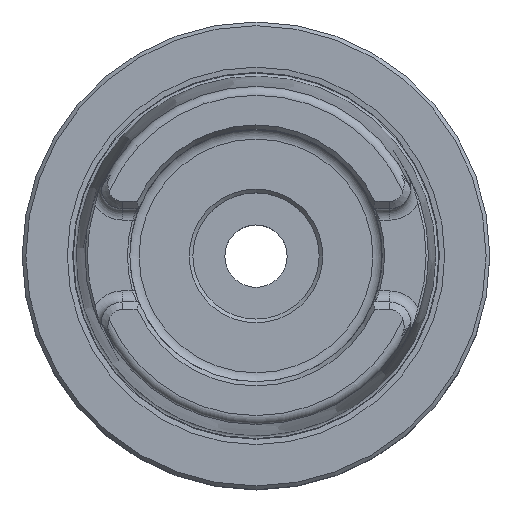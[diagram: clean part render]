
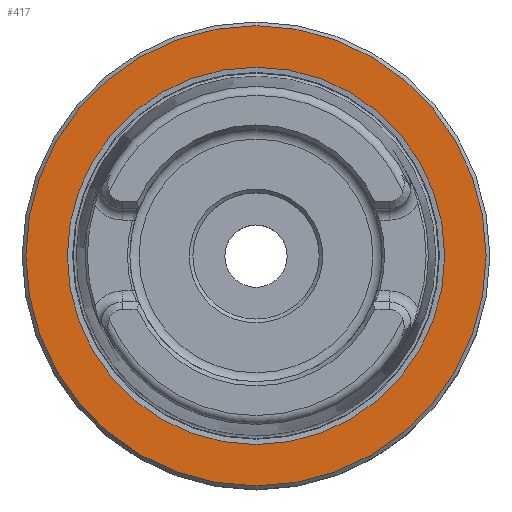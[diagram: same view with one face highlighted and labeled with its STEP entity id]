
A CAD part, top view. The second image highlights one B-rep face of the part: STEP entity #417.
In plain terms, the highlighted planar face has unit normal (0, 0, 1).
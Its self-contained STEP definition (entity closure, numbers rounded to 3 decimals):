
#357=PLANE('',#1790);
#417=ADVANCED_FACE('',(#575,#576),#357,.F.);
#575=FACE_BOUND('',#679,.T.);
#576=FACE_BOUND('',#680,.T.);
#679=EDGE_LOOP('',(#909));
#680=EDGE_LOOP('',(#910));
#909=ORIENTED_EDGE('',*,*,#1459,.T.);
#910=ORIENTED_EDGE('',*,*,#1454,.T.);
#1296=VERTEX_POINT('',#2958);
#1301=VERTEX_POINT('',#2974);
#1454=EDGE_CURVE('',#1296,#1296,#1624,.T.);
#1459=EDGE_CURVE('',#1301,#1301,#1629,.T.);
#1624=CIRCLE('',#1778,25.42);
#1629=CIRCLE('',#1789,31.);
#1778=AXIS2_PLACEMENT_3D('',#2957,#2059,#2060);
#1789=AXIS2_PLACEMENT_3D('',#2973,#2081,#2082);
#1790=AXIS2_PLACEMENT_3D('',#2975,#2083,#2084);
#2059=DIRECTION('',(0.,0.,-1.));
#2060=DIRECTION('',(1.,0.,0.));
#2081=DIRECTION('',(0.,0.,1.));
#2082=DIRECTION('',(1.,0.,0.));
#2083=DIRECTION('',(0.,0.,-1.));
#2084=DIRECTION('',(-1.,0.,0.));
#2957=CARTESIAN_POINT('',(0.,0.,0.));
#2958=CARTESIAN_POINT('',(25.42,0.,0.));
#2973=CARTESIAN_POINT('',(0.,0.,0.));
#2974=CARTESIAN_POINT('',(31.,0.,0.));
#2975=CARTESIAN_POINT('',(-31.5,0.,0.));
